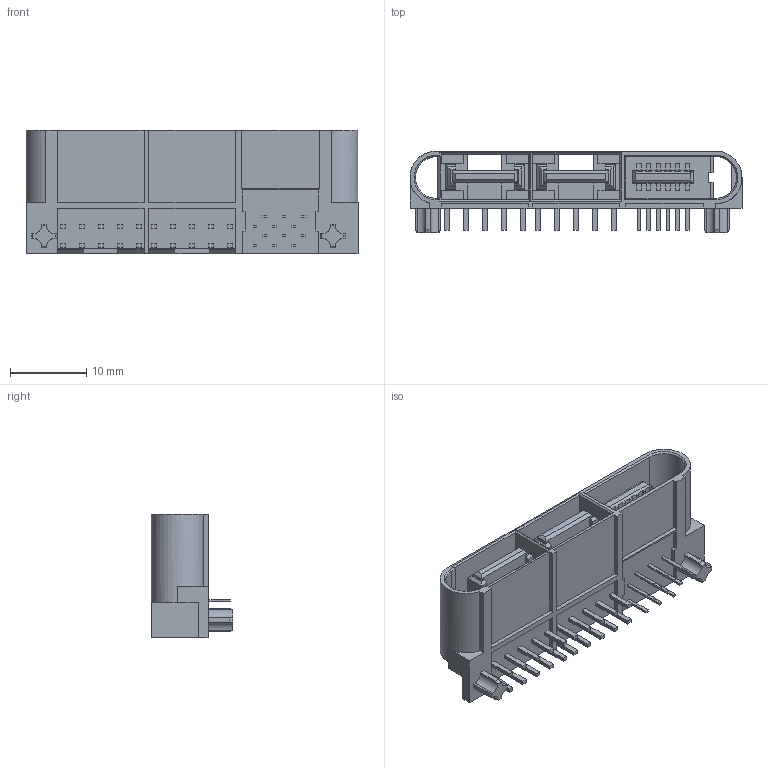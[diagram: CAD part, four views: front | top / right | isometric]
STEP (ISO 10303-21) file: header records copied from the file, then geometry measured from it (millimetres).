
FILE_DESCRIPTION((''),'2;1');
FILE_NAME('459854413','2014-01-14T',('me'),(''),'PRO/ENGINEER BY PARAMETRIC TECHNOLOGY CORPORATION, 2011490','PRO/ENGINEER BY PARAMETRIC TECHNOLOGY CORPORATION, 2011490','');
FILE_SCHEMA(('CONFIG_CONTROL_DESIGN'));
Length unit declared in the file: millimetre
Products named in the file (1): 459854413
Bounding box: 43.66 x 10.74 x 16.28 mm (x, y, z)
Volume: 2296 mm3; surface area: 4772.1 mm2
Topology: 1 solids, 1 shells, 664 faces, 1920 edges, 1288 vertices
Faces by surface type: plane 608, cylinder 46, cone 10
Entity records: 21549 total; most frequent: CARTESIAN_POINT 3875, ORIENTED_EDGE 3704, DIRECTION 3420, EDGE_CURVE 1852, VECTOR 1694, LINE 1694, VERTEX_POINT 1220, AXIS2_PLACEMENT_3D 863
